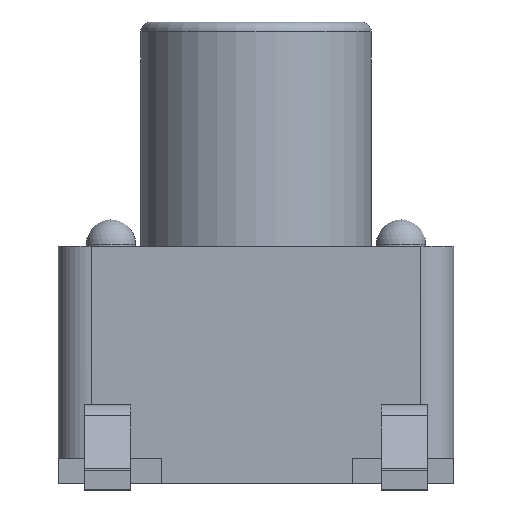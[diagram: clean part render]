
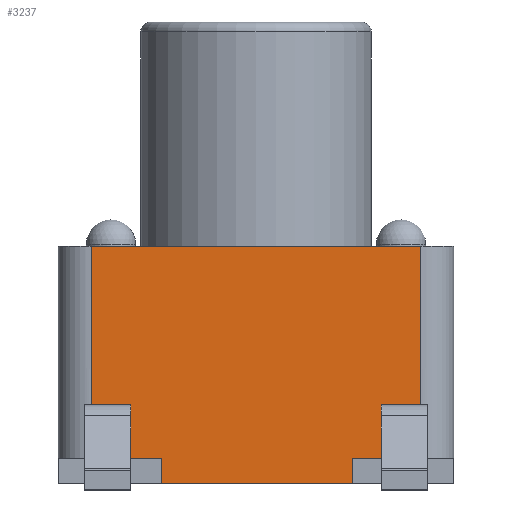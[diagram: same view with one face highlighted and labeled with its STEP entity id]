
A CAD part, left-side view. The second image highlights one B-rep face of the part: STEP entity #3237.
In plain terms, the highlighted planar face has unit normal (-1, 0, 0).
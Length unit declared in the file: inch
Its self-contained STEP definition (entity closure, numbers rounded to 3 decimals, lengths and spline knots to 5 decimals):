
#278=CARTESIAN_POINT('',(-0.11811,-0.05748,-0.01496));
#279=VERTEX_POINT('',#278);
#296=CARTESIAN_POINT('',(-0.11811,-0.05748,0.0));
#297=VERTEX_POINT('',#296);
#304=CARTESIAN_POINT('',(-0.11811,-0.05748,0.0));
#305=DIRECTION('',(0.0,0.0,-1.0));
#306=VECTOR('',#305,0.01496);
#307=LINE('',#304,#306);
#308=EDGE_CURVE('',#297,#279,#307,.T.);
#320=CARTESIAN_POINT('',(-0.11811,0.05669,-0.01496));
#321=VERTEX_POINT('',#320);
#328=CARTESIAN_POINT('',(-0.11811,0.05669,0.0));
#329=VERTEX_POINT('',#328);
#330=CARTESIAN_POINT('',(-0.11811,0.05669,0.0));
#331=DIRECTION('',(0.0,0.0,-1.0));
#332=VECTOR('',#331,0.01496);
#333=LINE('',#330,#332);
#334=EDGE_CURVE('',#329,#321,#333,.T.);
#813=CARTESIAN_POINT('',(-0.11811,0.05669,-0.01496));
#814=DIRECTION('',(0.0,-1.0,0.0));
#815=VECTOR('',#814,0.11417);
#816=LINE('',#813,#815);
#817=EDGE_CURVE('',#321,#279,#816,.T.);
#2276=CARTESIAN_POINT('',(-0.11811,-0.0748,0.03228));
#2277=VERTEX_POINT('',#2276);
#2284=CARTESIAN_POINT('',(-0.11811,-0.0748,0.02047));
#2285=VERTEX_POINT('',#2284);
#2286=CARTESIAN_POINT('',(-0.11811,-0.0748,0.02047));
#2287=DIRECTION('',(0.0,0.0,1.0));
#2288=VECTOR('',#2287,0.01181);
#2289=LINE('',#2286,#2288);
#2290=EDGE_CURVE('',#2285,#2277,#2289,.T.);
#2307=CARTESIAN_POINT('',(-0.11811,-0.09843,0.02047));
#2308=VERTEX_POINT('',#2307);
#2309=CARTESIAN_POINT('',(-0.11811,-0.09843,0.02047));
#2310=DIRECTION('',(0.,1.0,0.0));
#2311=VECTOR('',#2310,0.02362);
#2312=LINE('',#2309,#2311);
#2313=EDGE_CURVE('',#2308,#2285,#2312,.T.);
#2345=CARTESIAN_POINT('',(-0.11811,-0.09843,0.03228));
#2346=VERTEX_POINT('',#2345);
#2354=CARTESIAN_POINT('',(-0.11811,-0.0748,0.03228));
#2355=DIRECTION('',(0.,-1.0,0.));
#2356=VECTOR('',#2355,0.02362);
#2357=LINE('',#2354,#2356);
#2358=EDGE_CURVE('',#2277,#2346,#2357,.T.);
#2635=CARTESIAN_POINT('',(-0.11811,0.0748,0.02047));
#2636=VERTEX_POINT('',#2635);
#2643=CARTESIAN_POINT('',(-0.11811,0.0748,0.03228));
#2644=VERTEX_POINT('',#2643);
#2645=CARTESIAN_POINT('',(-0.11811,0.0748,0.03228));
#2646=DIRECTION('',(0.0,0.0,-1.0));
#2647=VECTOR('',#2646,0.01181);
#2648=LINE('',#2645,#2647);
#2649=EDGE_CURVE('',#2644,#2636,#2648,.T.);
#2740=CARTESIAN_POINT('',(-0.11811,0.09843,0.02047));
#2741=VERTEX_POINT('',#2740);
#2749=CARTESIAN_POINT('',(-0.11811,0.0748,0.02047));
#2750=DIRECTION('',(0.0,1.0,0.0));
#2751=VECTOR('',#2750,0.02362);
#2752=LINE('',#2749,#2751);
#2753=EDGE_CURVE('',#2636,#2741,#2752,.T.);
#2764=CARTESIAN_POINT('',(-0.11811,0.09843,0.03228));
#2765=VERTEX_POINT('',#2764);
#2766=CARTESIAN_POINT('',(-0.11811,0.09843,0.03228));
#2767=DIRECTION('',(0.0,-1.0,0.0));
#2768=VECTOR('',#2767,0.02362);
#2769=LINE('',#2766,#2768);
#2770=EDGE_CURVE('',#2765,#2644,#2769,.T.);
#2942=CARTESIAN_POINT('',(-0.11811,-0.09843,0.0));
#2943=VERTEX_POINT('',#2942);
#2951=CARTESIAN_POINT('',(-0.11811,-0.05748,0.0));
#2952=DIRECTION('',(0.0,-1.0,0.0));
#2953=VECTOR('',#2952,0.04094);
#2954=LINE('',#2951,#2953);
#2955=EDGE_CURVE('',#297,#2943,#2954,.T.);
#2970=CARTESIAN_POINT('',(-0.11811,-0.09843,0.02047));
#2971=DIRECTION('',(0.0,0.0,-1.0));
#2972=VECTOR('',#2971,0.02047);
#2973=LINE('',#2970,#2972);
#2974=EDGE_CURVE('',#2308,#2943,#2973,.T.);
#2985=CARTESIAN_POINT('',(-0.11811,-0.09843,0.12677));
#2986=VERTEX_POINT('',#2985);
#2994=CARTESIAN_POINT('',(-0.11811,-0.09843,0.12677));
#2995=DIRECTION('',(0.0,0.0,-1.0));
#2996=VECTOR('',#2995,0.09449);
#2997=LINE('',#2994,#2996);
#2998=EDGE_CURVE('',#2986,#2346,#2997,.T.);
#3190=CARTESIAN_POINT('',(-0.11811,-0.10827,-0.02205));
#3191=DIRECTION('',(-1.0,0.0,0.0));
#3192=DIRECTION('',(0.0,0.0,1.0));
#3193=AXIS2_PLACEMENT_3D('',#3190,#3191,#3192);
#3194=PLANE('',#3193);
#3195=CARTESIAN_POINT('',(-0.11811,0.09843,0.0));
#3196=VERTEX_POINT('',#3195);
#3197=CARTESIAN_POINT('',(-0.11811,0.09843,0.0));
#3198=DIRECTION('',(0.0,0.0,1.0));
#3199=VECTOR('',#3198,0.02047);
#3200=LINE('',#3197,#3199);
#3201=EDGE_CURVE('',#3196,#2741,#3200,.T.);
#3202=ORIENTED_EDGE('',*,*,#3201,.F.);
#3203=CARTESIAN_POINT('',(-0.11811,0.09843,0.0));
#3204=DIRECTION('',(0.0,-1.0,0.0));
#3205=VECTOR('',#3204,0.04173);
#3206=LINE('',#3203,#3205);
#3207=EDGE_CURVE('',#3196,#329,#3206,.T.);
#3208=ORIENTED_EDGE('',*,*,#3207,.T.);
#3209=ORIENTED_EDGE('',*,*,#334,.T.);
#3210=ORIENTED_EDGE('',*,*,#817,.T.);
#3211=ORIENTED_EDGE('',*,*,#308,.F.);
#3212=ORIENTED_EDGE('',*,*,#2955,.T.);
#3213=ORIENTED_EDGE('',*,*,#2974,.F.);
#3214=ORIENTED_EDGE('',*,*,#2313,.T.);
#3215=ORIENTED_EDGE('',*,*,#2290,.T.);
#3216=ORIENTED_EDGE('',*,*,#2358,.T.);
#3217=ORIENTED_EDGE('',*,*,#2998,.F.);
#3218=CARTESIAN_POINT('',(-0.11811,0.09843,0.12677));
#3219=VERTEX_POINT('',#3218);
#3220=CARTESIAN_POINT('',(-0.11811,-0.09843,0.12677));
#3221=DIRECTION('',(0.0,1.0,0.0));
#3222=VECTOR('',#3221,0.19685);
#3223=LINE('',#3220,#3222);
#3224=EDGE_CURVE('',#2986,#3219,#3223,.T.);
#3225=ORIENTED_EDGE('',*,*,#3224,.T.);
#3226=CARTESIAN_POINT('',(-0.11811,0.09843,0.03228));
#3227=DIRECTION('',(0.0,0.0,1.0));
#3228=VECTOR('',#3227,0.09449);
#3229=LINE('',#3226,#3228);
#3230=EDGE_CURVE('',#2765,#3219,#3229,.T.);
#3231=ORIENTED_EDGE('',*,*,#3230,.F.);
#3232=ORIENTED_EDGE('',*,*,#2770,.T.);
#3233=ORIENTED_EDGE('',*,*,#2649,.T.);
#3234=ORIENTED_EDGE('',*,*,#2753,.T.);
#3235=EDGE_LOOP('',(#3202,#3208,#3209,#3210,#3211,#3212,#3213,#3214,#3215,#3216,#3217,#3225,#3231,#3232,#3233,#3234));
#3236=FACE_OUTER_BOUND('',#3235,.T.);
#3237=ADVANCED_FACE('',(#3236),#3194,.T.);
